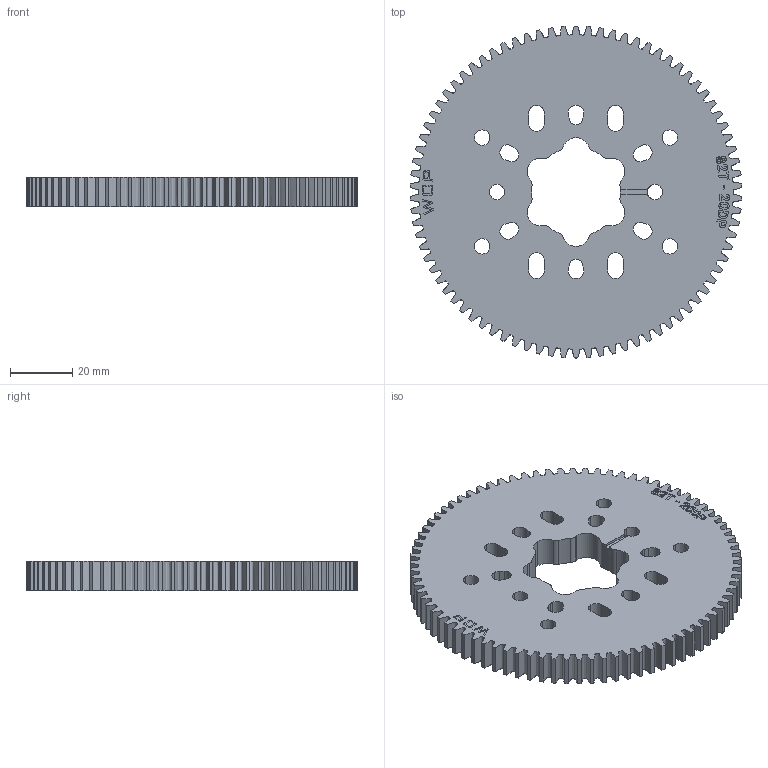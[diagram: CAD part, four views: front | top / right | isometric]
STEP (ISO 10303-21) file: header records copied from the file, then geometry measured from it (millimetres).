
FILE_DESCRIPTION (( 'STEP AP214' ), '1' );
FILE_NAME ('WCP-1215 Rev1.step', '2024-01-05T00:51:58', ( '' ), ( '' ), 'SwSTEP 2.0', 'SolidWorks 2022', '' );
FILE_SCHEMA (( 'AUTOMOTIVE_DESIGN' ));
Length unit declared in the file: inch
Products named in the file (1): WCP-1215 Rev1
Bounding box: 106.64 x 106.68 x 9.53 mm (x, y, z)
Volume: 72091.5 mm3; surface area: 24790.1 mm2
Topology: 1 solids, 1 shells, 411 faces, 1179 edges, 786 vertices
Faces by surface type: cylinder 157, bspline 132, plane 122
Entity records: 40323 total; most frequent: CARTESIAN_POINT 30045, ORIENTED_EDGE 2358, DIRECTION 1793, EDGE_CURVE 1179, VERTEX_POINT 786, AXIS2_PLACEMENT_3D 598, LINE 597, VECTOR 597
